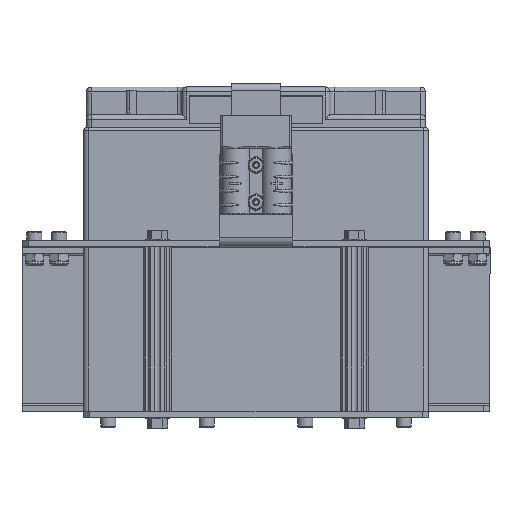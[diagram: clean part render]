
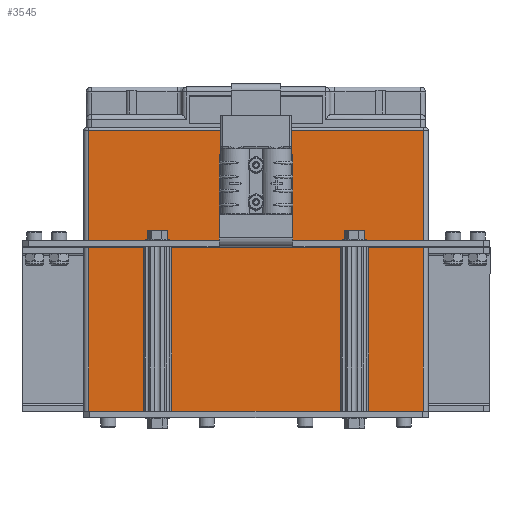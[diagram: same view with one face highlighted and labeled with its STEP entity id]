
A CAD part, top view. The second image highlights one B-rep face of the part: STEP entity #3545.
In plain terms, the highlighted face is planar.
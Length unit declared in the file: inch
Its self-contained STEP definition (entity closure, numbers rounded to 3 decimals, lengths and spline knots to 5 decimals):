
#542 = VECTOR ( 'NONE', #15171, 39.37008 ) ;
#1869 = VECTOR ( 'NONE', #21518, 39.37008 ) ;
#2081 = VECTOR ( 'NONE', #5632, 39.37008 ) ;
#3037 = LINE ( 'NONE', #12297, #1869 ) ;
#3294 = ORIENTED_EDGE ( 'NONE', *, *, #14840, .T. ) ;
#3545 = ADVANCED_FACE ( 'NONE', ( #7316 ), #16575, .T. ) ;
#4540 = VECTOR ( 'NONE', #27138, 39.37008 ) ;
#5037 = DIRECTION ( 'NONE',  ( 0., 1., 0. ) ) ;
#5632 = DIRECTION ( 'NONE',  ( 0., 0., -1. ) ) ;
#5639 = ORIENTED_EDGE ( 'NONE', *, *, #22440, .T. ) ;
#5902 = CARTESIAN_POINT ( 'NONE',  ( -1.30366, 0.55066, 5.7 ) ) ;
#7316 = FACE_OUTER_BOUND ( 'NONE', #14637, .T. ) ;
#8671 = LINE ( 'NONE', #17920, #4540 ) ;
#9039 = VERTEX_POINT ( 'NONE', #25548 ) ;
#12297 = CARTESIAN_POINT ( 'NONE',  ( -1.20366, 0.55066, 0. ) ) ;
#14314 = DIRECTION ( 'NONE',  ( 0., 0., 1. ) ) ;
#14637 = EDGE_LOOP ( 'NONE', ( #5639, #26149, #17357, #3294 ) ) ;
#14840 = EDGE_CURVE ( 'NONE', #29142, #17767, #17170, .T. ) ;
#15171 = DIRECTION ( 'NONE',  ( 1., 0., 0. ) ) ;
#16575 = PLANE ( 'NONE',  #27211 ) ;
#17170 = LINE ( 'NONE', #26376, #2081 ) ;
#17235 = EDGE_CURVE ( 'NONE', #9039, #29142, #26648, .T. ) ;
#17357 = ORIENTED_EDGE ( 'NONE', *, *, #17235, .T. ) ;
#17767 = VERTEX_POINT ( 'NONE', #20119 ) ;
#17920 = CARTESIAN_POINT ( 'NONE',  ( -1.30366, 0.55066, 0. ) ) ;
#20119 = CARTESIAN_POINT ( 'NONE',  ( 5.59634, 0.55066, 0. ) ) ;
#21518 = DIRECTION ( 'NONE',  ( 0., 0., 1. ) ) ;
#22440 = EDGE_CURVE ( 'NONE', #17767, #27018, #8671, .T. ) ;
#25250 = EDGE_CURVE ( 'NONE', #27018, #9039, #3037, .T. ) ;
#25548 = CARTESIAN_POINT ( 'NONE',  ( -1.20366, 0.55066, 5.7 ) ) ;
#25786 = CARTESIAN_POINT ( 'NONE',  ( -1.30366, 0.55066, 0. ) ) ;
#26149 = ORIENTED_EDGE ( 'NONE', *, *, #25250, .T. ) ;
#26376 = CARTESIAN_POINT ( 'NONE',  ( 5.59634, 0.55066, 0. ) ) ;
#26648 = LINE ( 'NONE', #5902, #542 ) ;
#27018 = VERTEX_POINT ( 'NONE', #29267 ) ;
#27138 = DIRECTION ( 'NONE',  ( -1., 0., 0. ) ) ;
#27211 = AXIS2_PLACEMENT_3D ( 'NONE', #25786, #5037, #14314 ) ;
#28761 = CARTESIAN_POINT ( 'NONE',  ( 5.59634, 0.55066, 5.7 ) ) ;
#29142 = VERTEX_POINT ( 'NONE', #28761 ) ;
#29267 = CARTESIAN_POINT ( 'NONE',  ( -1.20366, 0.55066, 0. ) ) ;
